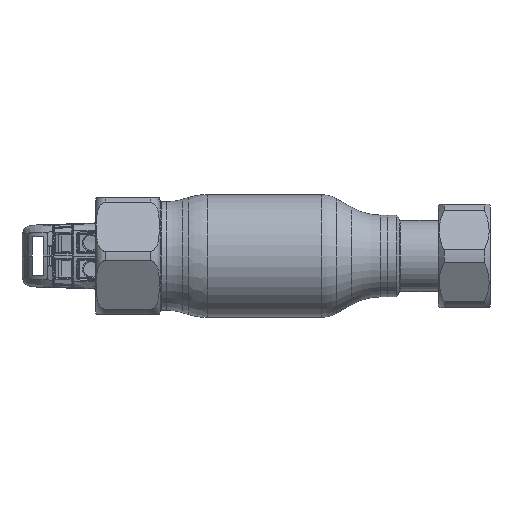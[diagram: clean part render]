
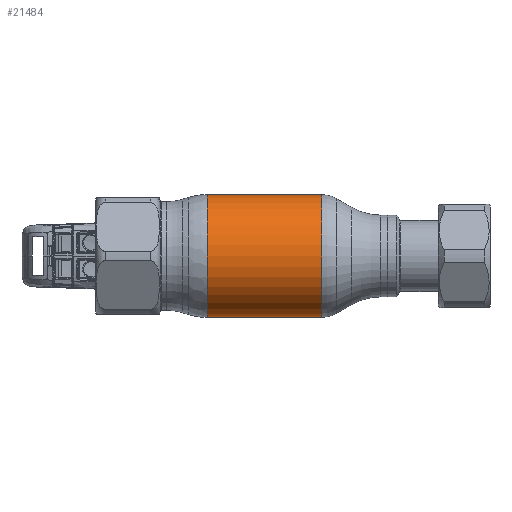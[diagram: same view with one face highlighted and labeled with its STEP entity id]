
A CAD part, front view. The second image highlights one B-rep face of the part: STEP entity #21484.
In plain terms, the highlighted cylindrical face has radius 19 mm (diameter 38 mm), a partial arc.
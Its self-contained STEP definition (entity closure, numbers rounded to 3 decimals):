
#1329 = DIRECTION ( 'NONE',  ( 1., 0., 0. ) ) ;
#2884 = ORIENTED_EDGE ( 'NONE', *, *, #62796, .T. ) ;
#4548 = ORIENTED_EDGE ( 'NONE', *, *, #23715, .T. ) ;
#5771 = CARTESIAN_POINT ( 'NONE',  ( 18.088, 0., -19. ) ) ;
#10982 = VERTEX_POINT ( 'NONE', #66345 ) ;
#12727 = EDGE_CURVE ( 'NONE', #70613, #17501, #65780, .T. ) ;
#14492 = AXIS2_PLACEMENT_3D ( 'NONE', #57925, #29885, #68430 ) ;
#17193 = CARTESIAN_POINT ( 'NONE',  ( -17.411, 0., 0. ) ) ;
#17501 = VERTEX_POINT ( 'NONE', #5771 ) ;
#19544 = AXIS2_PLACEMENT_3D ( 'NONE', #17193, #56256, #38972 ) ;
#19694 = ORIENTED_EDGE ( 'NONE', *, *, #12727, .F. ) ;
#19983 = LINE ( 'NONE', #59336, #58373 ) ;
#21154 = VECTOR ( 'NONE', #21331, 1000. ) ;
#21331 = DIRECTION ( 'NONE',  ( 1., 0., 0. ) ) ;
#21478 = CYLINDRICAL_SURFACE ( 'NONE', #28039, 19. ) ;
#21484 = ADVANCED_FACE ( 'NONE', ( #25017 ), #21478, .T. ) ;
#23715 = EDGE_CURVE ( 'NONE', #36471, #10982, #60458, .T. ) ;
#25017 = FACE_OUTER_BOUND ( 'NONE', #68514, .T. ) ;
#28039 = AXIS2_PLACEMENT_3D ( 'NONE', #40395, #1329, #34348 ) ;
#29885 = DIRECTION ( 'NONE',  ( 1., 0., 0. ) ) ;
#31311 = CARTESIAN_POINT ( 'NONE',  ( -17.411, 0., 19. ) ) ;
#34348 = DIRECTION ( 'NONE',  ( 0., 0., -1. ) ) ;
#36471 = VERTEX_POINT ( 'NONE', #31311 ) ;
#36605 = CARTESIAN_POINT ( 'NONE',  ( 18.088, 0., 19. ) ) ;
#38972 = DIRECTION ( 'NONE',  ( 0., 0., -1. ) ) ;
#40395 = CARTESIAN_POINT ( 'NONE',  ( 62.69, 0., 0. ) ) ;
#42149 = LINE ( 'NONE', #54543, #21154 ) ;
#54543 = CARTESIAN_POINT ( 'NONE',  ( 62.69, 0., 19. ) ) ;
#56256 = DIRECTION ( 'NONE',  ( 1., 0., 0. ) ) ;
#57925 = CARTESIAN_POINT ( 'NONE',  ( 18.088, 0., 0. ) ) ;
#58373 = VECTOR ( 'NONE', #64495, 1000. ) ;
#59336 = CARTESIAN_POINT ( 'NONE',  ( 62.69, 0., -19. ) ) ;
#60458 = CIRCLE ( 'NONE', #19544, 19. ) ;
#62796 = EDGE_CURVE ( 'NONE', #10982, #17501, #19983, .T. ) ;
#63643 = ORIENTED_EDGE ( 'NONE', *, *, #67064, .F. ) ;
#64495 = DIRECTION ( 'NONE',  ( 1., 0., 0. ) ) ;
#65780 = CIRCLE ( 'NONE', #14492, 19. ) ;
#66345 = CARTESIAN_POINT ( 'NONE',  ( -17.411, 0., -19. ) ) ;
#67064 = EDGE_CURVE ( 'NONE', #36471, #70613, #42149, .T. ) ;
#68430 = DIRECTION ( 'NONE',  ( 0., 0., -1. ) ) ;
#68514 = EDGE_LOOP ( 'NONE', ( #63643, #4548, #2884, #19694 ) ) ;
#70613 = VERTEX_POINT ( 'NONE', #36605 ) ;
